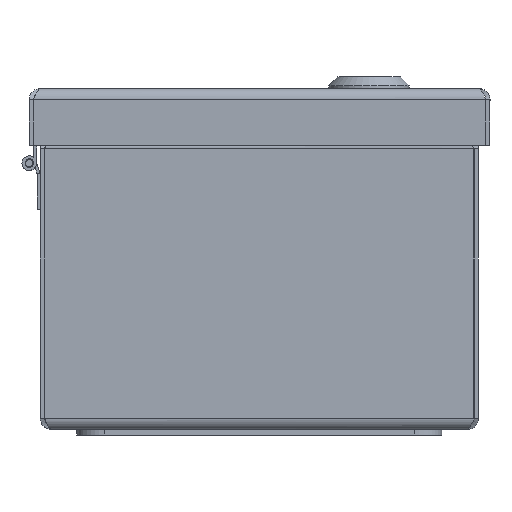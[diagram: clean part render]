
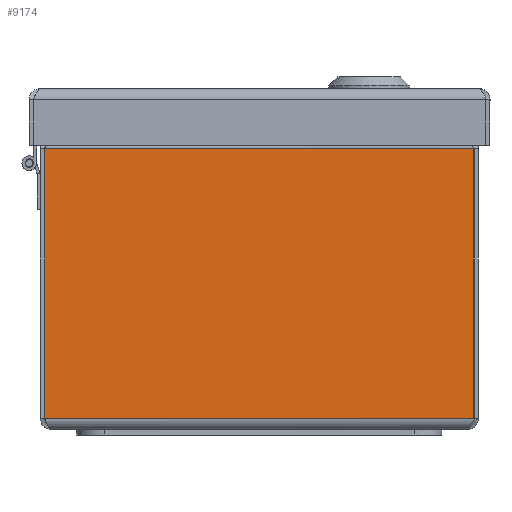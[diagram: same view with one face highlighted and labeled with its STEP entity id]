
A CAD part, left-side view. The second image highlights one B-rep face of the part: STEP entity #9174.
In plain terms, the highlighted face is planar.
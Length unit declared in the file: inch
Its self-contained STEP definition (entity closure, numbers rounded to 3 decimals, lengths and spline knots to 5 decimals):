
#605=PLANE('',#9861);
#1034=FACE_OUTER_BOUND('',#1638,.T.);
#1638=EDGE_LOOP('',(#7165,#7166,#7167,#7168));
#2370=LINE('',#14851,#3173);
#2405=LINE('',#15193,#3208);
#2406=LINE('',#15195,#3209);
#2407=LINE('',#15196,#3210);
#3173=VECTOR('',#11509,5.88059);
#3208=VECTOR('',#11582,3.6945);
#3209=VECTOR('',#11583,5.88059);
#3210=VECTOR('',#11584,3.6945);
#4256=VERTEX_POINT('',#14842);
#4257=VERTEX_POINT('',#14850);
#4280=VERTEX_POINT('',#15192);
#4281=VERTEX_POINT('',#15194);
#5256=EDGE_CURVE('',#4257,#4256,#2370,.T.);
#5306=EDGE_CURVE('',#4280,#4256,#2405,.T.);
#5307=EDGE_CURVE('',#4280,#4281,#2406,.T.);
#5308=EDGE_CURVE('',#4257,#4281,#2407,.T.);
#7165=ORIENTED_EDGE('',*,*,#5256,.T.);
#7166=ORIENTED_EDGE('',*,*,#5306,.F.);
#7167=ORIENTED_EDGE('',*,*,#5307,.T.);
#7168=ORIENTED_EDGE('',*,*,#5308,.F.);
#9174=ADVANCED_FACE('',(#1034),#605,.F.);
#9861=AXIS2_PLACEMENT_3D('',#15191,#11580,#11581);
#11509=DIRECTION('',(-1.,0.,0.));
#11580=DIRECTION('center_axis',(0.,1.,0.));
#11581=DIRECTION('ref_axis',(1.,0.,0.));
#11582=DIRECTION('',(0.,0.,1.));
#11583=DIRECTION('',(1.,0.,0.));
#11584=DIRECTION('',(0.,0.,-1.));
#14842=CARTESIAN_POINT('',(-2.94029,-4.,3.84725));
#14850=CARTESIAN_POINT('',(2.94029,-4.,3.84725));
#14851=CARTESIAN_POINT('',(1.47015,-4.,3.84725));
#15191=CARTESIAN_POINT('Origin',(0.,-4.,
2.0029));
#15192=CARTESIAN_POINT('',(-2.94029,-4.,0.15275));
#15193=CARTESIAN_POINT('',(-2.94029,-4.,0.15275));
#15194=CARTESIAN_POINT('',(2.94029,-4.,0.15275));
#15195=CARTESIAN_POINT('',(0.,-4.,0.15275));
#15196=CARTESIAN_POINT('',(2.94029,-4.,0.15275));
